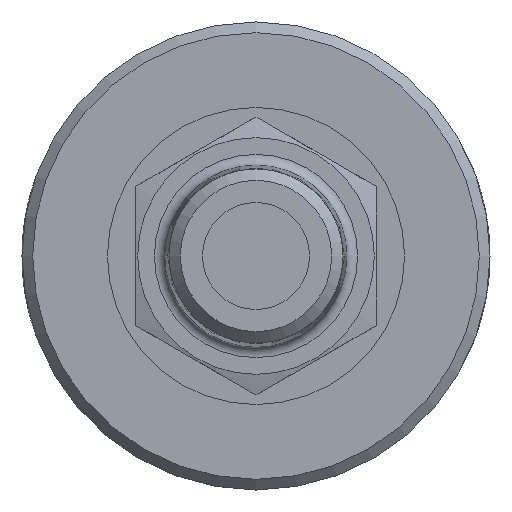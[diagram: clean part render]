
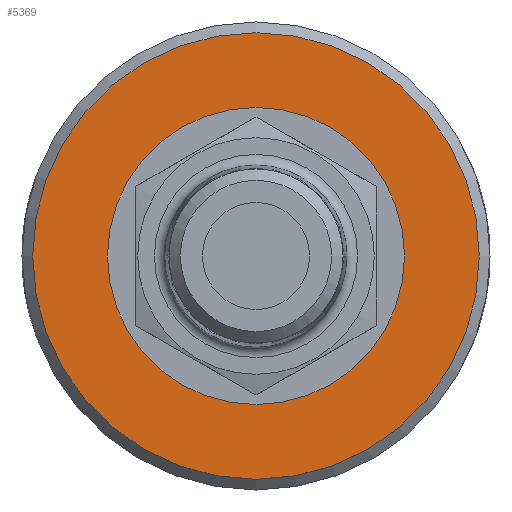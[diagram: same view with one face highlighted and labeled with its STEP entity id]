
A CAD part, left-side view. The second image highlights one B-rep face of the part: STEP entity #5369.
In plain terms, the highlighted planar face has unit normal (-1, 0, 0).
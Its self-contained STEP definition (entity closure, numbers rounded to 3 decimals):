
#70=FACE_BOUND('',#1284,.T.);
#654=PLANE('',#5770);
#947=FACE_OUTER_BOUND('',#1283,.T.);
#1283=EDGE_LOOP('',(#4923));
#1284=EDGE_LOOP('',(#4924));
#1485=CIRCLE('',#5769,33.4);
#1486=CIRCLE('',#5771,22.225);
#2630=VERTEX_POINT('',#39597);
#2631=VERTEX_POINT('',#39601);
#3407=EDGE_CURVE('',#2630,#2630,#1485,.T.);
#3408=EDGE_CURVE('',#2631,#2631,#1486,.T.);
#4923=ORIENTED_EDGE('',*,*,#3407,.F.);
#4924=ORIENTED_EDGE('',*,*,#3408,.T.);
#5369=ADVANCED_FACE('',(#947,#70),#654,.T.);
#5769=AXIS2_PLACEMENT_3D('',#39599,#6831,#6832);
#5770=AXIS2_PLACEMENT_3D('',#39600,#6833,#6834);
#5771=AXIS2_PLACEMENT_3D('',#39602,#6835,#6836);
#6831=DIRECTION('center_axis',(1.,0.,0.));
#6832=DIRECTION('ref_axis',(0.,-1.,0.));
#6833=DIRECTION('center_axis',(-1.,0.,0.));
#6834=DIRECTION('ref_axis',(0.,0.,1.));
#6835=DIRECTION('center_axis',(1.,0.,0.));
#6836=DIRECTION('ref_axis',(0.,0.,1.));
#39597=CARTESIAN_POINT('',(0.,33.4,0.));
#39599=CARTESIAN_POINT('Origin',(0.,0.,0.));
#39600=CARTESIAN_POINT('Origin',(0.,24.188,0.));
#39601=CARTESIAN_POINT('',(0.,0.,-22.225));
#39602=CARTESIAN_POINT('Origin',(0.,0.,0.));
